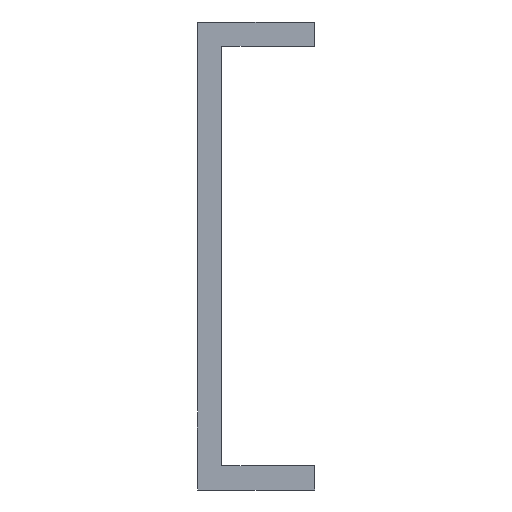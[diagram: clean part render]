
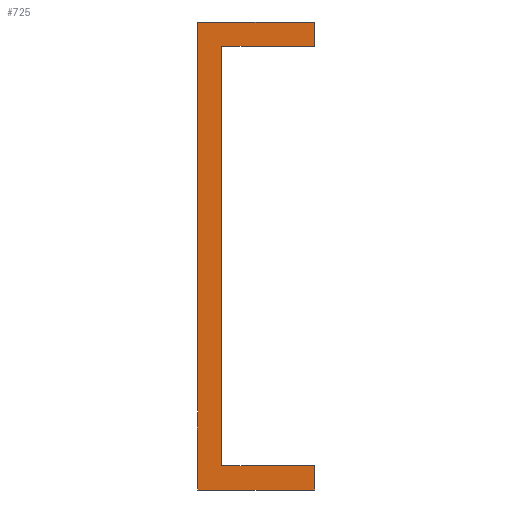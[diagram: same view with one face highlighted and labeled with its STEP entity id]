
A CAD part, front view. The second image highlights one B-rep face of the part: STEP entity #725.
In plain terms, the highlighted planar face has unit normal (0, -1, 0).
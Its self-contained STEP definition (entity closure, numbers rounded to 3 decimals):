
#110 = VECTOR ( 'NONE', #4744, 1000. ) ;
#324 = DIRECTION ( 'NONE',  ( 0., 0., -1. ) ) ;
#673 = VERTEX_POINT ( 'NONE', #15591 ) ;
#725 = ADVANCED_FACE ( 'NONE', ( #1484 ), #6546, .T. ) ;
#967 = VERTEX_POINT ( 'NONE', #14411 ) ;
#1296 = VECTOR ( 'NONE', #11705, 1000. ) ;
#1484 = FACE_OUTER_BOUND ( 'NONE', #5014, .T. ) ;
#1807 = ORIENTED_EDGE ( 'NONE', *, *, #12501, .F. ) ;
#1842 = VECTOR ( 'NONE', #16632, 1000. ) ;
#1991 = CARTESIAN_POINT ( 'NONE',  ( -12., 0., 0. ) ) ;
#2319 = VERTEX_POINT ( 'NONE', #10313 ) ;
#2401 = ORIENTED_EDGE ( 'NONE', *, *, #3334, .F. ) ;
#2467 = LINE ( 'NONE', #16833, #16194 ) ;
#2811 = VERTEX_POINT ( 'NONE', #10194 ) ;
#3113 = ORIENTED_EDGE ( 'NONE', *, *, #12662, .F. ) ;
#3278 = LINE ( 'NONE', #3390, #110 ) ;
#3334 = EDGE_CURVE ( 'NONE', #8186, #10072, #6327, .T. ) ;
#3390 = CARTESIAN_POINT ( 'NONE',  ( -12., 0., 0. ) ) ;
#3404 = EDGE_CURVE ( 'NONE', #8461, #8186, #10997, .T. ) ;
#3613 = ORIENTED_EDGE ( 'NONE', *, *, #15956, .F. ) ;
#4615 = VECTOR ( 'NONE', #10182, 1000. ) ;
#4721 = VERTEX_POINT ( 'NONE', #12381 ) ;
#4744 = DIRECTION ( 'NONE',  ( 0., 0., -1. ) ) ;
#4871 = CARTESIAN_POINT ( 'NONE',  ( -12., 0., -43. ) ) ;
#4934 = EDGE_CURVE ( 'NONE', #673, #8461, #3278, .T. ) ;
#4992 = LINE ( 'NONE', #6313, #7753 ) ;
#5014 = EDGE_LOOP ( 'NONE', ( #2401, #8332, #11914, #1807, #13614, #14111, #3113, #3613 ) ) ;
#5460 = VECTOR ( 'NONE', #5903, 1000. ) ;
#5903 = DIRECTION ( 'NONE',  ( 0., 0., -1. ) ) ;
#6313 = CARTESIAN_POINT ( 'NONE',  ( -21.5, 0., -45.5 ) ) ;
#6327 = LINE ( 'NONE', #16522, #5460 ) ;
#6546 = PLANE ( 'NONE',  #16098 ) ;
#6620 = CARTESIAN_POINT ( 'NONE',  ( 0., 0., 0. ) ) ;
#7201 = CARTESIAN_POINT ( 'NONE',  ( -24., 0., -45.5 ) ) ;
#7342 = LINE ( 'NONE', #7201, #1842 ) ;
#7753 = VECTOR ( 'NONE', #10278, 1000. ) ;
#8186 = VERTEX_POINT ( 'NONE', #16266 ) ;
#8332 = ORIENTED_EDGE ( 'NONE', *, *, #3404, .F. ) ;
#8358 = EDGE_CURVE ( 'NONE', #967, #2811, #7342, .T. ) ;
#8461 = VERTEX_POINT ( 'NONE', #1991 ) ;
#8743 = CARTESIAN_POINT ( 'NONE',  ( -12., 0., 0. ) ) ;
#8892 = CARTESIAN_POINT ( 'NONE',  ( -21.5, 0., -43. ) ) ;
#10072 = VERTEX_POINT ( 'NONE', #8892 ) ;
#10182 = DIRECTION ( 'NONE',  ( -1., 0., 0. ) ) ;
#10194 = CARTESIAN_POINT ( 'NONE',  ( -24., 0., 2.5 ) ) ;
#10278 = DIRECTION ( 'NONE',  ( -1., 0., 0. ) ) ;
#10313 = CARTESIAN_POINT ( 'NONE',  ( -12., 0., -43. ) ) ;
#10997 = LINE ( 'NONE', #8743, #4615 ) ;
#11266 = LINE ( 'NONE', #4871, #1296 ) ;
#11705 = DIRECTION ( 'NONE',  ( 0., 0., -1. ) ) ;
#11914 = ORIENTED_EDGE ( 'NONE', *, *, #4934, .F. ) ;
#12381 = CARTESIAN_POINT ( 'NONE',  ( -12., 0., -45.5 ) ) ;
#12501 = EDGE_CURVE ( 'NONE', #2811, #673, #13357, .T. ) ;
#12662 = EDGE_CURVE ( 'NONE', #2319, #4721, #11266, .T. ) ;
#12756 = DIRECTION ( 'NONE',  ( 1., 0., 0. ) ) ;
#13357 = LINE ( 'NONE', #13911, #15264 ) ;
#13614 = ORIENTED_EDGE ( 'NONE', *, *, #8358, .F. ) ;
#13911 = CARTESIAN_POINT ( 'NONE',  ( 24., 0., 2.5 ) ) ;
#14031 = DIRECTION ( 'NONE',  ( 1., 0., 0. ) ) ;
#14111 = ORIENTED_EDGE ( 'NONE', *, *, #15656, .F. ) ;
#14411 = CARTESIAN_POINT ( 'NONE',  ( -24., 0., -45.5 ) ) ;
#15184 = DIRECTION ( 'NONE',  ( 0., -1., 0. ) ) ;
#15264 = VECTOR ( 'NONE', #14031, 1000. ) ;
#15591 = CARTESIAN_POINT ( 'NONE',  ( -12., 0., 2.5 ) ) ;
#15656 = EDGE_CURVE ( 'NONE', #4721, #967, #4992, .T. ) ;
#15956 = EDGE_CURVE ( 'NONE', #10072, #2319, #2467, .T. ) ;
#16098 = AXIS2_PLACEMENT_3D ( 'NONE', #6620, #15184, #324 ) ;
#16194 = VECTOR ( 'NONE', #12756, 1000. ) ;
#16266 = CARTESIAN_POINT ( 'NONE',  ( -21.5, 0., 0. ) ) ;
#16522 = CARTESIAN_POINT ( 'NONE',  ( -21.5, 0., 0. ) ) ;
#16632 = DIRECTION ( 'NONE',  ( 0., 0., 1. ) ) ;
#16833 = CARTESIAN_POINT ( 'NONE',  ( -12., 0., -43. ) ) ;
